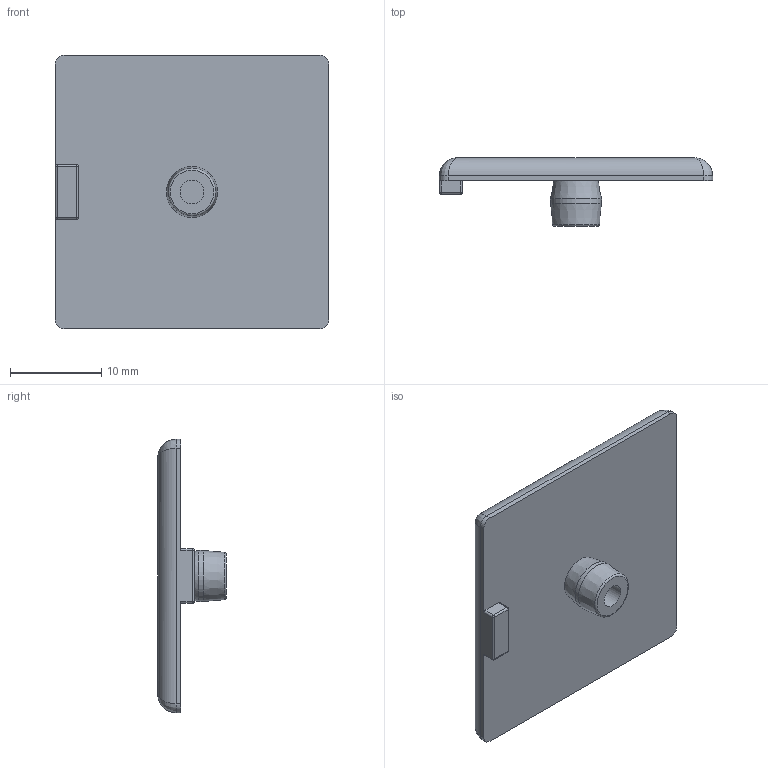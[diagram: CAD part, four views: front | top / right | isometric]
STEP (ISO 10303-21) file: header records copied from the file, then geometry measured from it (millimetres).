
FILE_DESCRIPTION(/* description */ (''),/* implementation_level */ '2;1');
FILE_NAME(/* name */ '223030.stp',/* time_stamp */ '2022-10-05T10:20:50+02:00',/* author */ ('aluteckkpl_am'),/* organization */ (''),/* preprocessor_version */ 'ST-DEVELOPER v18.1',/* originating_system */ 'Autodesk Inventor 2021',/* authorisation */ '');
FILE_SCHEMA (('CONFIG_CONTROL_DESIGN'));
Length unit declared in the file: millimetre
Products named in the file (2): 223030-ZP; 223030
Assembly tree (1 placements, depth 2):
  223030-ZP
    223030
Bounding box: 30 x 7.5 x 30 mm (x, y, z)
Volume: 2256.6 mm3; surface area: 2140.2 mm2
Topology: 1 solids, 1 shells, 41 faces, 99 edges, 54 vertices
Faces by surface type: cylinder 18, plane 12, sphere 4, bspline 4, cone 2, torus 1
Full cylindrical faces by diameter (mm): 2.6 x1, 5.6 x1
Entity records: 1303 total; most frequent: CARTESIAN_POINT 305, DIRECTION 218, ORIENTED_EDGE 182, EDGE_CURVE 91, AXIS2_PLACEMENT_3D 87, VERTEX_POINT 54, LINE 44, VECTOR 44
